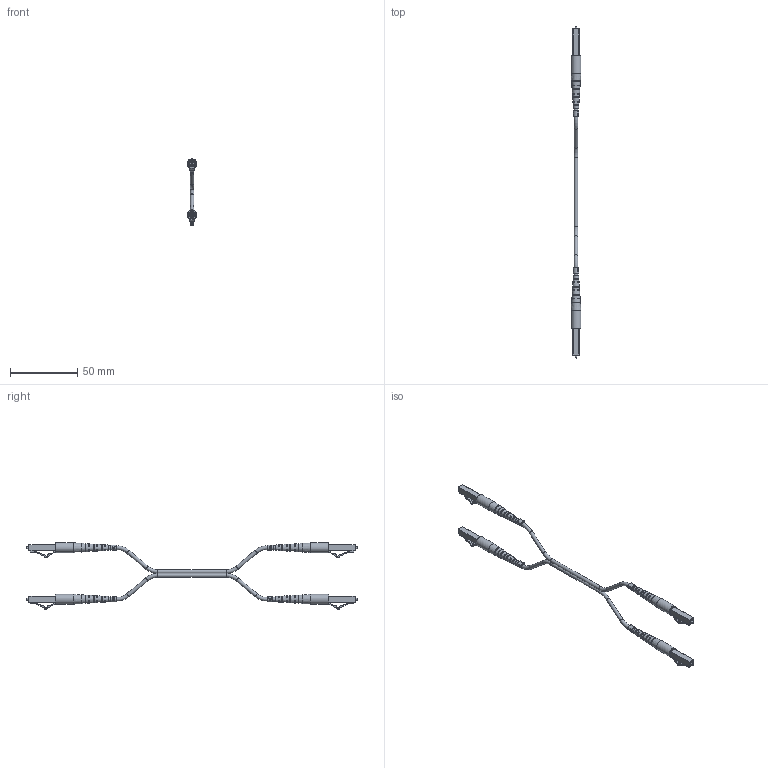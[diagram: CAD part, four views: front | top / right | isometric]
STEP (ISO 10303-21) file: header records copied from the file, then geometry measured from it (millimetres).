
FILE_DESCRIPTION (( 'STEP AP214' ), '1' );
FILE_NAME ('SFODLC.STEP', '2018-04-03T19:09:39', ( '' ), ( '' ), 'SwSTEP 2.0', 'SolidWorks 2017', '' );
FILE_SCHEMA (( 'AUTOMOTIVE_DESIGN' ));
Length unit declared in the file: inch
Products named in the file (7): LBL-C3P-B; LBL-C3P-A; CONN-LC3-020-1; CONN-LC3-020-1-MA1; CONN-LC3-020-1-MA2; N602-INS-ZC-10C; SFODLC
Assembly tree (11 placements, depth 3):
  SFODLC
    N602-INS-ZC-10C
    CONN-LC3-020-1  x4
      CONN-LC3-020-1-MA2
      CONN-LC3-020-1-MA1
    LBL-C3P-A  x2
    LBL-C3P-B  x2
Bounding box: 7.37 x 246.8 x 49.47 mm (x, y, z)
Volume: 6109.7 mm3; surface area: 11878.8 mm2
Topology: 17 solids, 17 shells, 698 faces, 1862 edges, 1192 vertices
Faces by surface type: plane 500, cylinder 112, cone 36, bspline 22, sphere 16, torus 12
Full cylindrical faces by diameter (mm): 1.27 x4, 2.017 x4, 2.794 x8, 3.048 x20, 7.366 x4
Entity records: 7745 total; most frequent: CARTESIAN_POINT 2005, ORIENTED_EDGE 1004, DIRECTION 1001, EDGE_CURVE 502, AXIS2_PLACEMENT_3D 361, VERTEX_POINT 342, EDGE_LOOP 292, VECTOR 279
